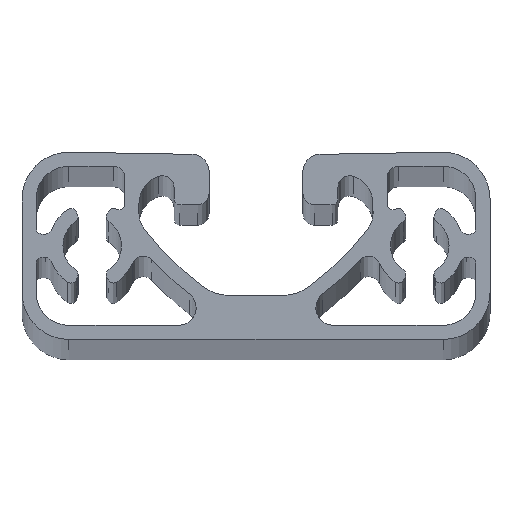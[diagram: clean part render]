
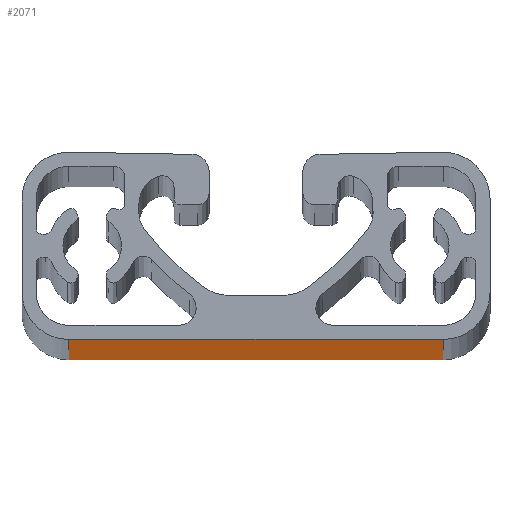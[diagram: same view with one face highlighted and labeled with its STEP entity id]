
A CAD part, top view. The second image highlights one B-rep face of the part: STEP entity #2071.
In plain terms, the highlighted planar face has unit normal (0, -1, 0).
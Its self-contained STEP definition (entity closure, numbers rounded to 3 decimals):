
#53=PLANE($,#2312);
#157=FACE_OUTER_BOUND($,#261,.T.);
#261=EDGE_LOOP($,(#1679,#1680,#1681,#1682));
#439=LINE($,#3587,#615);
#440=LINE($,#3590,#616);
#441=LINE($,#3592,#617);
#442=LINE($,#3593,#618);
#615=VECTOR($,#2956,1000.);
#616=VECTOR($,#2959,32.);
#617=VECTOR($,#2960,32.);
#618=VECTOR($,#2961,1000.);
#959=VERTEX_POINT($,#3583);
#960=VERTEX_POINT($,#3585);
#961=VERTEX_POINT($,#3589);
#962=VERTEX_POINT($,#3591);
#1267=EDGE_CURVE($,#959,#960,#439,.T.);
#1268=EDGE_CURVE($,#961,#959,#440,.T.);
#1269=EDGE_CURVE($,#962,#960,#441,.T.);
#1270=EDGE_CURVE($,#961,#962,#442,.T.);
#1679=ORIENTED_EDGE($,*,*,#1268,.T.);
#1680=ORIENTED_EDGE($,*,*,#1267,.T.);
#1681=ORIENTED_EDGE($,*,*,#1269,.F.);
#1682=ORIENTED_EDGE($,*,*,#1270,.F.);
#2071=ADVANCED_FACE($,(#157),#53,.T.);
#2312=AXIS2_PLACEMENT_3D($,#3588,#2957,#2958);
#2956=DIRECTION($,(0.,0.,1.));
#2957=DIRECTION('center_axis',(0.,-1.,0.));
#2958=DIRECTION('ref_axis',(1.,0.,0.));
#2959=DIRECTION($,(1.,0.,0.));
#2960=DIRECTION($,(1.,0.,0.));
#2961=DIRECTION($,(0.,0.,1.));
#3583=CARTESIAN_POINT('',(40.842,6.358,0.));
#3585=CARTESIAN_POINT('',(40.842,6.358,1000.));
#3587=CARTESIAN_POINT($,(40.842,6.358,0.));
#3588=CARTESIAN_POINT('Origin',(8.842,6.358,0.));
#3589=CARTESIAN_POINT('',(8.842,6.358,0.));
#3590=CARTESIAN_POINT($,(8.842,6.358,0.));
#3591=CARTESIAN_POINT('',(8.842,6.358,1000.));
#3592=CARTESIAN_POINT($,(8.842,6.358,1000.));
#3593=CARTESIAN_POINT($,(8.842,6.358,0.));
